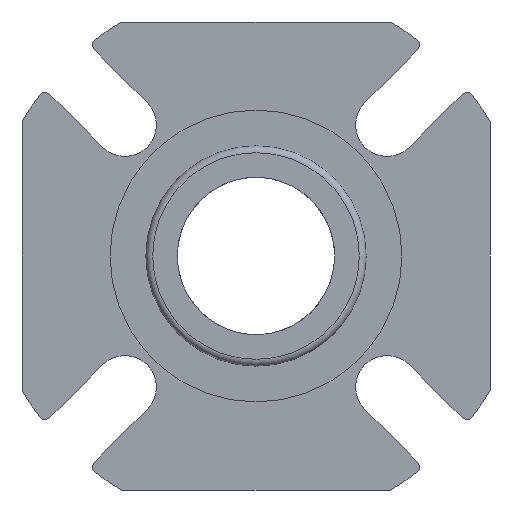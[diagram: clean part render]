
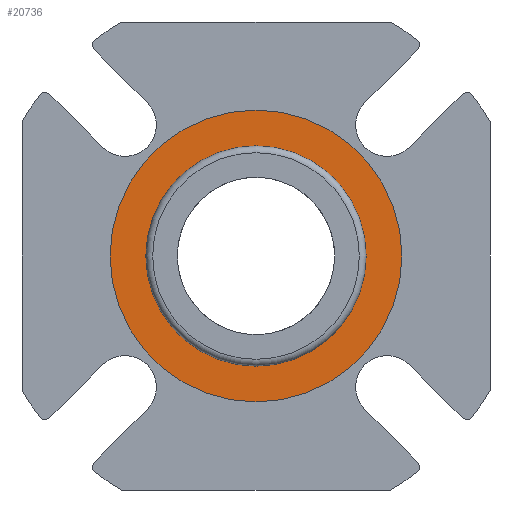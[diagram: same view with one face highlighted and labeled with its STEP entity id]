
A CAD part, left-side view. The second image highlights one B-rep face of the part: STEP entity #20736.
In plain terms, the highlighted planar face has unit normal (-1, 0, 0).
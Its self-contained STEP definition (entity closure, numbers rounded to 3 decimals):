
#7307=ORIENTED_EDGE('',*,*,#9446,.F.);
#7308=ORIENTED_EDGE('',*,*,#9447,.T.);
#9446=EDGE_CURVE('',#10805,#10805,#11542,.F.);
#9447=EDGE_CURVE('',#10806,#10806,#11543,.T.);
#10805=VERTEX_POINT('',#33853);
#10806=VERTEX_POINT('',#33856);
#11542=CIRCLE('',#22304,24.512);
#11543=CIRCLE('',#22306,32.468);
#12504=EDGE_LOOP('',(#7307));
#12505=EDGE_LOOP('',(#7308));
#13472=FACE_BOUND('',#12504,.T.);
#13473=FACE_BOUND('',#12505,.T.);
#13769=PLANE('',#22307);
#20736=ADVANCED_FACE('',(#13472,#13473),#13769,.F.);
#22304=AXIS2_PLACEMENT_3D('',#33852,#26485,#26486);
#22306=AXIS2_PLACEMENT_3D('',#33855,#26489,#26490);
#22307=AXIS2_PLACEMENT_3D('',#33857,#26491,#26492);
#26485=DIRECTION('',(1.,0.,0.));
#26486=DIRECTION('',(0.,0.,-1.));
#26489=DIRECTION('',(-1.,0.,0.));
#26490=DIRECTION('',(0.,0.,-1.));
#26491=DIRECTION('',(1.,0.,0.));
#26492=DIRECTION('',(0.,0.,1.));
#33852=CARTESIAN_POINT('',(-13.436,0.,0.));
#33853=CARTESIAN_POINT('',(-13.436,0.,-24.512));
#33855=CARTESIAN_POINT('',(-13.436,0.,0.));
#33856=CARTESIAN_POINT('',(-13.436,0.,-32.468));
#33857=CARTESIAN_POINT('',(-13.436,0.,-32.468));
